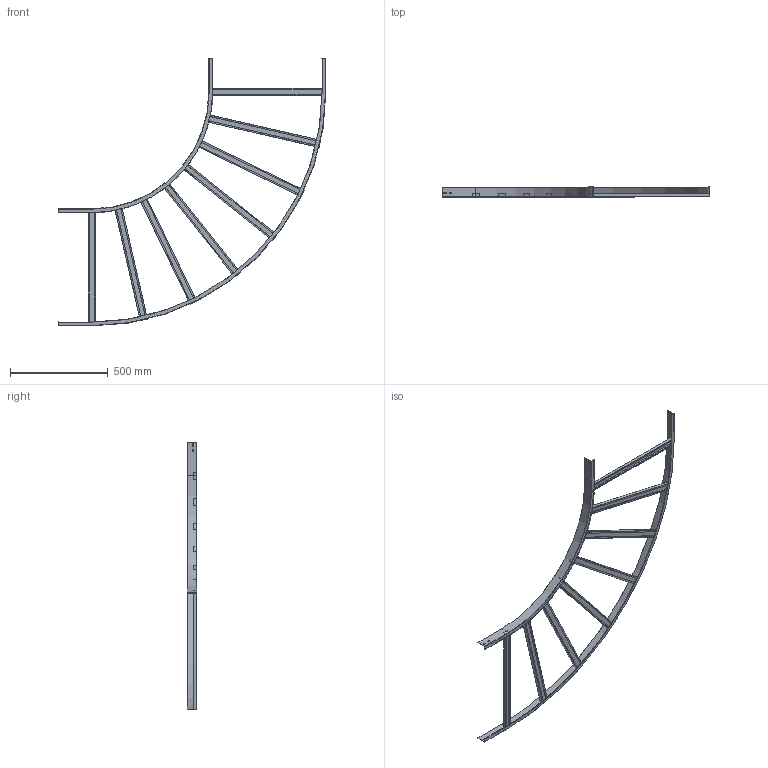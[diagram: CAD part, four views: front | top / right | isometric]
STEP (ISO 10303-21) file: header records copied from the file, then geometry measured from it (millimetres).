
FILE_DESCRIPTION (( 'STEP AP203' ), '1' );
FILE_NAME ('Óãîë ãîðèçîíòàëüíûé 90ãð R600_LC5660.STEP', '2012-12-18T12:30:18', ( 'Àñååâ' ), ( '' ), 'SwSTEP 2.0', 'SolidWorks 2012', '' );
FILE_SCHEMA (( 'CONFIG_CONTROL_DESIGN' ));
Length unit declared in the file: millimetre
Products named in the file (1): 鱼铍 泐痂珙眚嚯 90沭 R600_LC5660
Bounding box: 1373 x 50 x 1373 mm (x, y, z)
Volume: 688152.5 mm3; surface area: 1264162.3 mm2
Topology: 1 solids, 1 shells, 256 faces, 764 edges, 464 vertices
Faces by surface type: plane 216, cylinder 34, torus 6
Entity records: 8629 total; most frequent: ORIENTED_EDGE 1528, CARTESIAN_POINT 1485, DIRECTION 1466, EDGE_CURVE 764, VECTOR 576, LINE 576, VERTEX_POINT 464, AXIS2_PLACEMENT_3D 445
